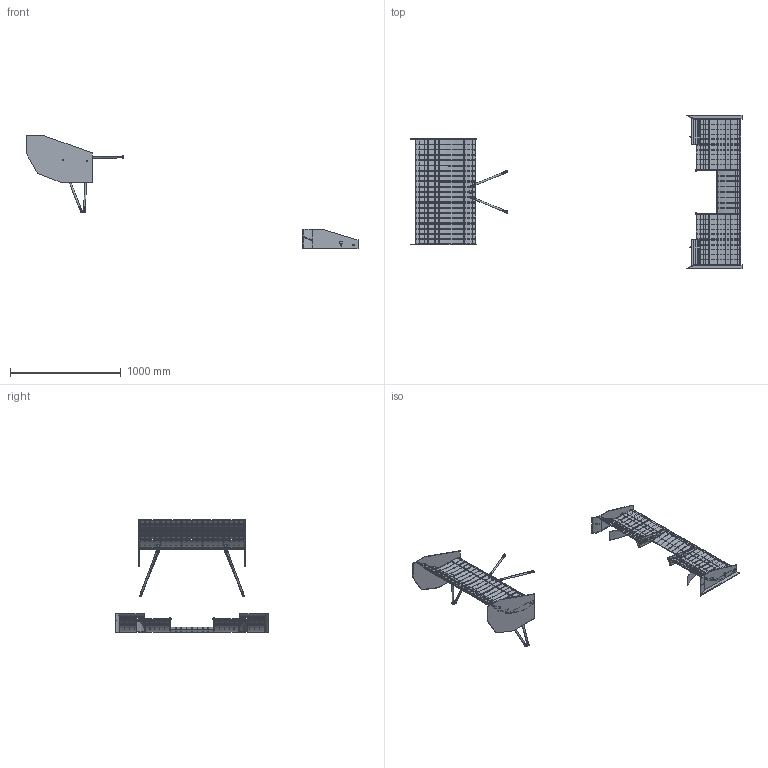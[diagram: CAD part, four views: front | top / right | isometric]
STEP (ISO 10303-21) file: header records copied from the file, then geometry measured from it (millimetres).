
FILE_DESCRIPTION(/* description */ (''),/* implementation_level */ '2;1');
FILE_NAME(/* name */ 'Aero_assembly.stp',/* time_stamp */ '2018-06-14T04:16:12+09:00',/* author */ ('ku_sk'),/* organization */ (''),/* preprocessor_version */ 'ST-DEVELOPER v17',/* originating_system */ 'Autodesk Inventor 2018',/* authorisation */ '');
FILE_SCHEMA (('AUTOMOTIVE_DESIGN { 1 0 10303 214 3 1 1 }'));
Length unit declared in the file: millimetre
Products named in the file (81): Aero_assembly; Fr.wing_assy; mainflap_center; plate; uretan_mc; GFRP_mc; mainflap_side; plate_1; uretan_ms; GFRP_ms; subflap2; plate_sf2; uretan_sf; GFRP_sf; bracket1; axis2; axis_f1; gurnee; splitter; Part1; Part2; splitter_MIR; Part1_MIR; Part2_MIR; newsubflap_top; newbracket2; endplate_ver211; Part111; newsubflap_top1; endplate_ver2111; Part1111; collar_10; Rr.wing_assy; mainflap; flap_m; uretan_m; GFRP_main; subflap; flap_s; uretan_s ...
Assembly tree (204 placements, depth 5):
  Aero_assembly
    Fr.wing_assy
      mainflap_center
        plate  x9
        uretan_mc  x8
        GFRP_mc
      mainflap_side  x4
        plate_1
        uretan_ms
        GFRP_ms
      subflap2  x4
        plate_sf2
        uretan_sf
        GFRP_sf
      bracket1  x2
      axis2  x4
      axis_f1  x2
      gurnee  x2
      splitter
        Part1
        Part2
      splitter_MIR
        Part1_MIR
        Part2_MIR
      newsubflap_top
      newbracket2  x2
      endplate_ver211
        Part111
      newsubflap_top1
      endplate_ver2111
        Part1111
      collar_5_1  x2
      collar_10  x2
    Rr.wing_assy
      mainflap  x5
        flap_m
        uretan_m
        GFRP_main
      subflap  x10
        flap_s
        uretan_s
        GFRP_sub
      bracket  x4
      endplate  x2
      bracket2  x2
      bracket3  x3
      axis2_1  x4
      axis_r1  x2
      Symmetry of POS_8ECBall  x5
      Symmetry of POS_8ECBall1
      collar  x8
      collar_20.4
      collar_5  x2
      collar_5_1  x2
      mainflap for side
      mainflap for side R
    collar_6.2  x4
    Symmetry of POS_8ECBall  x3
    stay end  x3
      Symmetry of ArmEnd1.0
Bounding box: 2997.81 x 1382 x 1025.19 mm (x, y, z)
Volume: 40258330.2 mm3; surface area: 12437290 mm2
Topology: 410 solids, 410 shells, 5713 faces, 14786 edges, 9892 vertices
Faces by surface type: cylinder 4284, plane 1195, bspline 78, cone 60, torus 48, sphere 48
Full cylindrical faces by diameter (mm): 5 x4, 6 x296, 6.4 x12, 6.647 x12, 8 x65, 9 x6, 10 x29, 12 x254, 13.8 x18, 15.011 x24, 16 x18
Entity records: 31062 total; most frequent: CARTESIAN_POINT 6157, DIRECTION 5315, ORIENTED_EDGE 4222, AXIS2_PLACEMENT_3D 2206, EDGE_CURVE 2111, VERTEX_POINT 1414, CIRCLE 1108, EDGE_LOOP 1033
